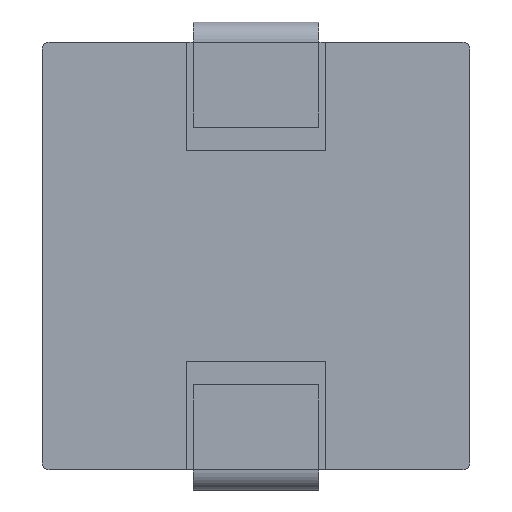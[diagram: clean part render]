
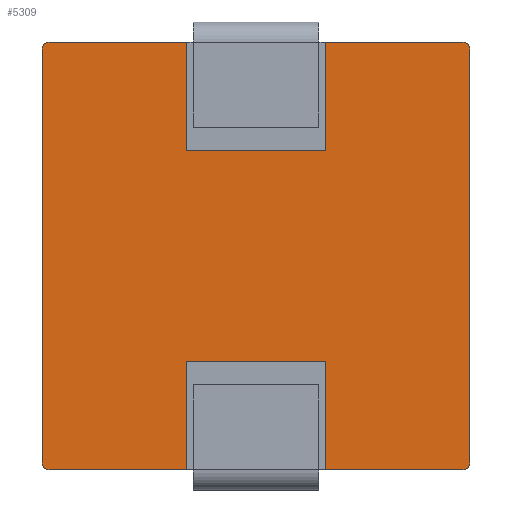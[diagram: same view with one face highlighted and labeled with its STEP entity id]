
A CAD part, front view. The second image highlights one B-rep face of the part: STEP entity #5309.
In plain terms, the highlighted planar face has unit normal (0, -1, 0).
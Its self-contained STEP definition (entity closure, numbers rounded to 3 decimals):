
#313 = EDGE_LOOP ( 'NONE', ( #4778, #4776, #4779, #4777, #4775, #4774, #4773, #4771, #4772, #4770, #4768, #4769, #4767, #4766, #4765, #4763 ) ) ;
#715 = CIRCLE ( 'NONE', #4044, 0.2 ) ;
#2461 = EDGE_CURVE ( 'NONE', #2505, #2502, #4211, .T. ) ;
#2462 = EDGE_CURVE ( 'NONE', #2502, #4297, #4214, .T. ) ;
#2463 = EDGE_CURVE ( 'NONE', #2521, #2503, #4217, .T. ) ;
#2464 = EDGE_CURVE ( 'NONE', #2503, #2504, #4220, .T. ) ;
#2465 = EDGE_CURVE ( 'NONE', #2504, #2509, #4223, .T. ) ;
#2466 = EDGE_CURVE ( 'NONE', #4300, #2505, #4226, .T. ) ;
#2467 = EDGE_CURVE ( 'NONE', #2507, #4289, #4229, .T. ) ;
#2469 = EDGE_CURVE ( 'NONE', #4303, #2507, #4269, .T. ) ;
#2472 = EDGE_CURVE ( 'NONE', #2508, #4301, #4283, .T. ) ;
#2474 = EDGE_CURVE ( 'NONE', #2511, #2508, #3253, .T. ) ;
#2477 = EDGE_CURVE ( 'NONE', #2522, #2511, #4285, .T. ) ;
#2480 = EDGE_CURVE ( 'NONE', #2509, #2522, #3271, .T. ) ;
#2502 = VERTEX_POINT ( 'NONE', #3292 ) ;
#2503 = VERTEX_POINT ( 'NONE', #3293 ) ;
#2504 = VERTEX_POINT ( 'NONE', #3294 ) ;
#2505 = VERTEX_POINT ( 'NONE', #3295 ) ;
#2507 = VERTEX_POINT ( 'NONE', #3297 ) ;
#2508 = VERTEX_POINT ( 'NONE', #3298 ) ;
#2509 = VERTEX_POINT ( 'NONE', #3299 ) ;
#2511 = VERTEX_POINT ( 'NONE', #3301 ) ;
#2521 = VERTEX_POINT ( 'NONE', #3311 ) ;
#2522 = VERTEX_POINT ( 'NONE', #3312 ) ;
#3033 = CARTESIAN_POINT ( 'NONE',  ( -6.3, 0., 6.1 ) ) ;
#3035 = CARTESIAN_POINT ( 'NONE',  ( -6.1, 0., 6.3 ) ) ;
#3041 = CARTESIAN_POINT ( 'NONE',  ( -2.05, 0., -6.3 ) ) ;
#3044 = CARTESIAN_POINT ( 'NONE',  ( 2.05, 0., -6.3 ) ) ;
#3045 = CARTESIAN_POINT ( 'NONE',  ( 6.1, 0., -6.3 ) ) ;
#3047 = CARTESIAN_POINT ( 'NONE',  ( -6.1, 0., -6.3 ) ) ;
#3157 = CARTESIAN_POINT ( 'NONE',  ( -6.1, 0., 6.1 ) ) ;
#3164 = LINE ( 'NONE', #3165, #4040 ) ;
#3165 = CARTESIAN_POINT ( 'NONE',  ( -6.1, 0., 6.3 ) ) ;
#3166 = DIRECTION ( 'NONE',  ( 1., 0., 0. ) ) ;
#3234 = DIRECTION ( 'NONE',  ( 0., 0., 1. ) ) ;
#3238 = DIRECTION ( 'NONE',  ( 0., 1., 0. ) ) ;
#3239 = DIRECTION ( 'NONE',  ( 0., 0., -1. ) ) ;
#3246 = CARTESIAN_POINT ( 'NONE',  ( 6.1, 0., -6.1 ) ) ;
#3247 = DIRECTION ( 'NONE',  ( 0., 1., 0. ) ) ;
#3248 = DIRECTION ( 'NONE',  ( 0., 0., -1. ) ) ;
#3252 = CARTESIAN_POINT ( 'NONE',  ( 6.1, 0., 6.1 ) ) ;
#3253 = LINE ( 'NONE', #3254, #3398 ) ;
#3254 = CARTESIAN_POINT ( 'NONE',  ( 6.3, 0., 6.1 ) ) ;
#3255 = DIRECTION ( 'NONE',  ( 0., 0., -1. ) ) ;
#3262 = DIRECTION ( 'NONE',  ( 0., 1., 0. ) ) ;
#3263 = DIRECTION ( 'NONE',  ( 0., 0., 1. ) ) ;
#3271 = LINE ( 'NONE', #3272, #3403 ) ;
#3272 = CARTESIAN_POINT ( 'NONE',  ( -6.1, 0., 6.3 ) ) ;
#3273 = DIRECTION ( 'NONE',  ( 1., 0., 0. ) ) ;
#3292 = CARTESIAN_POINT ( 'NONE',  ( -2.05, 0., -3.1 ) ) ;
#3293 = CARTESIAN_POINT ( 'NONE',  ( -2.05, 0., 3.1 ) ) ;
#3294 = CARTESIAN_POINT ( 'NONE',  ( 2.05, 0., 3.1 ) ) ;
#3295 = CARTESIAN_POINT ( 'NONE',  ( 2.05, 0., -3.1 ) ) ;
#3297 = CARTESIAN_POINT ( 'NONE',  ( -6.3, 0., -6.1 ) ) ;
#3298 = CARTESIAN_POINT ( 'NONE',  ( 6.3, 0., -6.1 ) ) ;
#3299 = CARTESIAN_POINT ( 'NONE',  ( 2.05, 0., 6.3 ) ) ;
#3301 = CARTESIAN_POINT ( 'NONE',  ( 6.3, 0., 6.1 ) ) ;
#3311 = CARTESIAN_POINT ( 'NONE',  ( -2.05, 0., 6.3 ) ) ;
#3312 = CARTESIAN_POINT ( 'NONE',  ( 6.1, 0., 6.3 ) ) ;
#3384 = VECTOR ( 'NONE', #4213, 1000. ) ;
#3385 = VECTOR ( 'NONE', #4216, 1000. ) ;
#3386 = VECTOR ( 'NONE', #4219, 1000. ) ;
#3387 = VECTOR ( 'NONE', #4222, 1000. ) ;
#3388 = VECTOR ( 'NONE', #4225, 1000. ) ;
#3389 = VECTOR ( 'NONE', #4228, 1000. ) ;
#3390 = AXIS2_PLACEMENT_3D ( 'NONE', #4198, #3238, #3239 ) ;
#3391 = VECTOR ( 'NONE', #3234, 1000. ) ;
#3392 = AXIS2_PLACEMENT_3D ( 'NONE', #3246, #3247, #3248 ) ;
#3397 = AXIS2_PLACEMENT_3D ( 'NONE', #3252, #3262, #3263 ) ;
#3398 = VECTOR ( 'NONE', #3255, 1000. ) ;
#3403 = VECTOR ( 'NONE', #3273, 1000. ) ;
#4040 = VECTOR ( 'NONE', #3166, 1000. ) ;
#4044 = AXIS2_PLACEMENT_3D ( 'NONE', #3157, #4913, #4914 ) ;
#4056 = VECTOR ( 'NONE', #4936, 1000. ) ;
#4061 = VECTOR ( 'NONE', #4951, 1000. ) ;
#4084 = AXIS2_PLACEMENT_3D ( 'NONE', #5093, #5094, #5095 ) ;
#4092 = FACE_OUTER_BOUND ( 'NONE', #313, .T. ) ;
#4198 = CARTESIAN_POINT ( 'NONE',  ( -6.1, 0., -6.1 ) ) ;
#4211 = LINE ( 'NONE', #4212, #3384 ) ;
#4212 = CARTESIAN_POINT ( 'NONE',  ( 2.05, 0., -3.1 ) ) ;
#4213 = DIRECTION ( 'NONE',  ( -1., 0., 0. ) ) ;
#4214 = LINE ( 'NONE', #4215, #3385 ) ;
#4215 = CARTESIAN_POINT ( 'NONE',  ( -2.05, 0., -6.3 ) ) ;
#4216 = DIRECTION ( 'NONE',  ( 0., 0., -1. ) ) ;
#4217 = LINE ( 'NONE', #4218, #3386 ) ;
#4218 = CARTESIAN_POINT ( 'NONE',  ( -2.05, 0., 6.3 ) ) ;
#4219 = DIRECTION ( 'NONE',  ( 0., 0., -1. ) ) ;
#4220 = LINE ( 'NONE', #4221, #3387 ) ;
#4221 = CARTESIAN_POINT ( 'NONE',  ( 2.05, 0., 3.1 ) ) ;
#4222 = DIRECTION ( 'NONE',  ( 1., 0., 0. ) ) ;
#4223 = LINE ( 'NONE', #4224, #3388 ) ;
#4224 = CARTESIAN_POINT ( 'NONE',  ( 2.05, 0., 6.3 ) ) ;
#4225 = DIRECTION ( 'NONE',  ( 0., 0., 1. ) ) ;
#4226 = LINE ( 'NONE', #4227, #3389 ) ;
#4227 = CARTESIAN_POINT ( 'NONE',  ( 2.05, 0., -6.3 ) ) ;
#4228 = DIRECTION ( 'NONE',  ( 0., 0., 1. ) ) ;
#4229 = LINE ( 'NONE', #4230, #3391 ) ;
#4230 = CARTESIAN_POINT ( 'NONE',  ( -6.3, 0., 6.1 ) ) ;
#4269 = CIRCLE ( 'NONE', #3390, 0.2 ) ;
#4283 = CIRCLE ( 'NONE', #3392, 0.2 ) ;
#4285 = CIRCLE ( 'NONE', #3397, 0.2 ) ;
#4289 = VERTEX_POINT ( 'NONE', #3033 ) ;
#4291 = VERTEX_POINT ( 'NONE', #3035 ) ;
#4297 = VERTEX_POINT ( 'NONE', #3041 ) ;
#4300 = VERTEX_POINT ( 'NONE', #3044 ) ;
#4301 = VERTEX_POINT ( 'NONE', #3045 ) ;
#4303 = VERTEX_POINT ( 'NONE', #3047 ) ;
#4763 = ORIENTED_EDGE ( 'NONE', *, *, #2461, .F. ) ;
#4765 = ORIENTED_EDGE ( 'NONE', *, *, #2462, .F. ) ;
#4766 = ORIENTED_EDGE ( 'NONE', *, *, #5279, .F. ) ;
#4767 = ORIENTED_EDGE ( 'NONE', *, *, #2469, .F. ) ;
#4768 = ORIENTED_EDGE ( 'NONE', *, *, #5272, .F. ) ;
#4769 = ORIENTED_EDGE ( 'NONE', *, *, #2467, .F. ) ;
#4770 = ORIENTED_EDGE ( 'NONE', *, *, #5265, .F. ) ;
#4771 = ORIENTED_EDGE ( 'NONE', *, *, #2464, .F. ) ;
#4772 = ORIENTED_EDGE ( 'NONE', *, *, #2463, .F. ) ;
#4773 = ORIENTED_EDGE ( 'NONE', *, *, #2465, .F. ) ;
#4774 = ORIENTED_EDGE ( 'NONE', *, *, #2480, .F. ) ;
#4775 = ORIENTED_EDGE ( 'NONE', *, *, #2477, .F. ) ;
#4776 = ORIENTED_EDGE ( 'NONE', *, *, #5284, .F. ) ;
#4777 = ORIENTED_EDGE ( 'NONE', *, *, #2474, .F. ) ;
#4778 = ORIENTED_EDGE ( 'NONE', *, *, #2466, .F. ) ;
#4779 = ORIENTED_EDGE ( 'NONE', *, *, #2472, .F. ) ;
#4913 = DIRECTION ( 'NONE',  ( 0., 1., 0. ) ) ;
#4914 = DIRECTION ( 'NONE',  ( 0., 0., -1. ) ) ;
#4934 = LINE ( 'NONE', #4935, #4056 ) ;
#4935 = CARTESIAN_POINT ( 'NONE',  ( -6.1, 0., -6.3 ) ) ;
#4936 = DIRECTION ( 'NONE',  ( -1., 0., 0. ) ) ;
#4949 = LINE ( 'NONE', #4950, #4061 ) ;
#4950 = CARTESIAN_POINT ( 'NONE',  ( -6.1, 0., -6.3 ) ) ;
#4951 = DIRECTION ( 'NONE',  ( -1., 0., 0. ) ) ;
#5092 = PLANE ( 'NONE',  #4084 ) ;
#5093 = CARTESIAN_POINT ( 'NONE',  ( -6.1, 0., 6.1 ) ) ;
#5094 = DIRECTION ( 'NONE',  ( 0., -1., 0. ) ) ;
#5095 = DIRECTION ( 'NONE',  ( 0., 0., -1. ) ) ;
#5265 = EDGE_CURVE ( 'NONE', #4291, #2521, #3164, .T. ) ;
#5272 = EDGE_CURVE ( 'NONE', #4289, #4291, #715, .T. ) ;
#5279 = EDGE_CURVE ( 'NONE', #4297, #4303, #4934, .T. ) ;
#5284 = EDGE_CURVE ( 'NONE', #4301, #4300, #4949, .T. ) ;
#5309 = ADVANCED_FACE ( 'NONE', ( #4092 ), #5092, .T. ) ;
